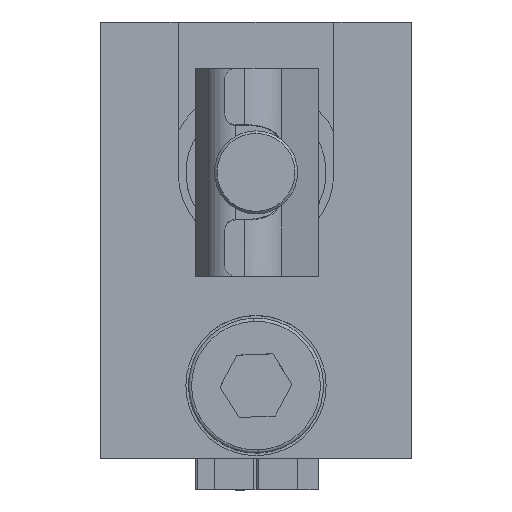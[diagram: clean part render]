
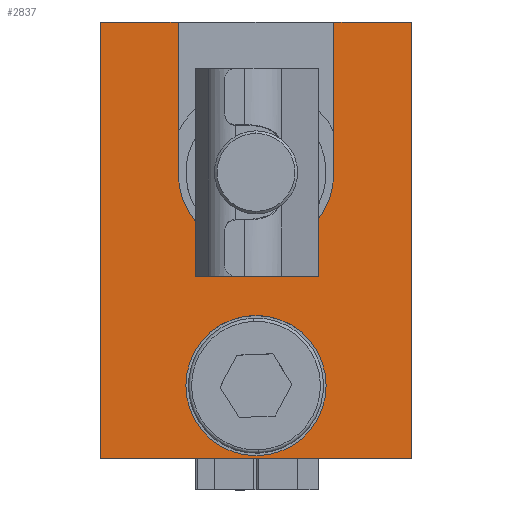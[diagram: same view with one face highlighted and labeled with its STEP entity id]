
A CAD part, top view. The second image highlights one B-rep face of the part: STEP entity #2837.
In plain terms, the highlighted planar face has unit normal (0, 0, 1).
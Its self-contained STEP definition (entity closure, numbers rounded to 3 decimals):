
#8 = DIRECTION ( 'NONE',  ( -1., 0., 0. ) ) ;
#35 = CARTESIAN_POINT ( 'NONE',  ( 15., 42., 17. ) ) ;
#45 = CIRCLE ( 'NONE', #728, 7.5 ) ;
#56 = CARTESIAN_POINT ( 'NONE',  ( -6.75, 7., 17. ) ) ;
#181 = EDGE_CURVE ( 'NONE', #1288, #2785, #45, .T. ) ;
#190 = CARTESIAN_POINT ( 'NONE',  ( 0., 20., 17. ) ) ;
#219 = VECTOR ( 'NONE', #8, 1000. ) ;
#257 = VERTEX_POINT ( 'NONE', #559 ) ;
#262 = CARTESIAN_POINT ( 'NONE',  ( -7.5, 27.5, 17. ) ) ;
#283 = VECTOR ( 'NONE', #1736, 1000. ) ;
#338 = CARTESIAN_POINT ( 'NONE',  ( -15., 42., 17. ) ) ;
#386 = DIRECTION ( 'NONE',  ( -1., 0., 0. ) ) ;
#462 = CARTESIAN_POINT ( 'NONE',  ( 0., 27.5, 17. ) ) ;
#490 = EDGE_LOOP ( 'NONE', ( #1623, #3225 ) ) ;
#539 = ORIENTED_EDGE ( 'NONE', *, *, #1904, .F. ) ;
#559 = CARTESIAN_POINT ( 'NONE',  ( -15., 42., 17. ) ) ;
#580 = DIRECTION ( 'NONE',  ( 0., 0., 1. ) ) ;
#638 = CARTESIAN_POINT ( 'NONE',  ( -15., 0., 17. ) ) ;
#685 = ORIENTED_EDGE ( 'NONE', *, *, #1380, .T. ) ;
#725 = ORIENTED_EDGE ( 'NONE', *, *, #3250, .T. ) ;
#728 = AXIS2_PLACEMENT_3D ( 'NONE', #462, #2534, #775 ) ;
#775 = DIRECTION ( 'NONE',  ( -1., 0., 0. ) ) ;
#778 = VECTOR ( 'NONE', #3350, 1000. ) ;
#801 = CARTESIAN_POINT ( 'NONE',  ( -15., 0., 17. ) ) ;
#803 = CARTESIAN_POINT ( 'NONE',  ( 15., 0., 17. ) ) ;
#848 = ORIENTED_EDGE ( 'NONE', *, *, #2671, .T. ) ;
#911 = VECTOR ( 'NONE', #1416, 1000. ) ;
#945 = VERTEX_POINT ( 'NONE', #638 ) ;
#1006 = DIRECTION ( 'NONE',  ( 0., 0., -1. ) ) ;
#1009 = VERTEX_POINT ( 'NONE', #3080 ) ;
#1115 = CARTESIAN_POINT ( 'NONE',  ( -15., 42., 17. ) ) ;
#1144 = VERTEX_POINT ( 'NONE', #56 ) ;
#1161 = DIRECTION ( 'NONE',  ( 1., 0., 0. ) ) ;
#1232 = ORIENTED_EDGE ( 'NONE', *, *, #1530, .T. ) ;
#1248 = CARTESIAN_POINT ( 'NONE',  ( 15., 0., 17. ) ) ;
#1288 = VERTEX_POINT ( 'NONE', #1389 ) ;
#1300 = LINE ( 'NONE', #1876, #778 ) ;
#1364 = VERTEX_POINT ( 'NONE', #803 ) ;
#1380 = EDGE_CURVE ( 'NONE', #257, #945, #1959, .T. ) ;
#1389 = CARTESIAN_POINT ( 'NONE',  ( 7.5, 27.5, 17. ) ) ;
#1416 = DIRECTION ( 'NONE',  ( 0., -1., 0. ) ) ;
#1519 = DIRECTION ( 'NONE',  ( 0., 1., 0. ) ) ;
#1521 = VERTEX_POINT ( 'NONE', #35 ) ;
#1530 = EDGE_CURVE ( 'NONE', #1521, #2228, #2226, .T. ) ;
#1623 = ORIENTED_EDGE ( 'NONE', *, *, #2721, .F. ) ;
#1631 = DIRECTION ( 'NONE',  ( 0., 0., 1. ) ) ;
#1657 = DIRECTION ( 'NONE',  ( 1., 0., 0. ) ) ;
#1683 = EDGE_CURVE ( 'NONE', #1942, #3182, #1300, .T. ) ;
#1707 = CARTESIAN_POINT ( 'NONE',  ( -15., 0., 17. ) ) ;
#1708 = CIRCLE ( 'NONE', #3470, 6.75 ) ;
#1715 = DIRECTION ( 'NONE',  ( 0., 1., 0. ) ) ;
#1736 = DIRECTION ( 'NONE',  ( 1., 0., 0. ) ) ;
#1827 = DIRECTION ( 'NONE',  ( -1., 0., 0. ) ) ;
#1876 = CARTESIAN_POINT ( 'NONE',  ( -7.5, 20., 17. ) ) ;
#1904 = EDGE_CURVE ( 'NONE', #1288, #2228, #2753, .T. ) ;
#1909 = CARTESIAN_POINT ( 'NONE',  ( 0., 27.5, 17. ) ) ;
#1942 = VERTEX_POINT ( 'NONE', #262 ) ;
#1959 = LINE ( 'NONE', #1707, #911 ) ;
#2033 = ORIENTED_EDGE ( 'NONE', *, *, #3551, .T. ) ;
#2036 = CARTESIAN_POINT ( 'NONE',  ( -7.5, 42., 17. ) ) ;
#2226 = LINE ( 'NONE', #338, #219 ) ;
#2228 = VERTEX_POINT ( 'NONE', #3731 ) ;
#2274 = VECTOR ( 'NONE', #1519, 1000. ) ;
#2289 = EDGE_CURVE ( 'NONE', #1144, #1009, #1708, .T. ) ;
#2337 = PLANE ( 'NONE',  #3566 ) ;
#2439 = ORIENTED_EDGE ( 'NONE', *, *, #1683, .T. ) ;
#2531 = EDGE_CURVE ( 'NONE', #3182, #257, #2836, .T. ) ;
#2534 = DIRECTION ( 'NONE',  ( 0., 0., -1. ) ) ;
#2550 = AXIS2_PLACEMENT_3D ( 'NONE', #1909, #1006, #386 ) ;
#2589 = DIRECTION ( 'NONE',  ( -1., 0., 0. ) ) ;
#2671 = EDGE_CURVE ( 'NONE', #2785, #1942, #3033, .T. ) ;
#2695 = ORIENTED_EDGE ( 'NONE', *, *, #2531, .T. ) ;
#2707 = VECTOR ( 'NONE', #1715, 1000. ) ;
#2721 = EDGE_CURVE ( 'NONE', #1009, #1144, #3163, .T. ) ;
#2753 = LINE ( 'NONE', #3161, #2707 ) ;
#2785 = VERTEX_POINT ( 'NONE', #190 ) ;
#2836 = LINE ( 'NONE', #3311, #3727 ) ;
#2837 = ADVANCED_FACE ( 'NONE', ( #3143, #3846 ), #2337, .F. ) ;
#2904 = EDGE_LOOP ( 'NONE', ( #1232, #539, #3404, #848, #2439, #2695, #685, #2033, #725 ) ) ;
#2905 = DIRECTION ( 'NONE',  ( 0., 0., -1. ) ) ;
#2942 = CARTESIAN_POINT ( 'NONE',  ( 0., 7., 17. ) ) ;
#3033 = CIRCLE ( 'NONE', #2550, 7.5 ) ;
#3049 = LINE ( 'NONE', #1248, #2274 ) ;
#3080 = CARTESIAN_POINT ( 'NONE',  ( 6.75, 7., 17. ) ) ;
#3143 = FACE_OUTER_BOUND ( 'NONE', #2904, .T. ) ;
#3161 = CARTESIAN_POINT ( 'NONE',  ( 7.5, 20., 17. ) ) ;
#3163 = CIRCLE ( 'NONE', #3815, 6.75 ) ;
#3182 = VERTEX_POINT ( 'NONE', #2036 ) ;
#3225 = ORIENTED_EDGE ( 'NONE', *, *, #2289, .F. ) ;
#3250 = EDGE_CURVE ( 'NONE', #1364, #1521, #3049, .T. ) ;
#3311 = CARTESIAN_POINT ( 'NONE',  ( -15., 42., 17. ) ) ;
#3350 = DIRECTION ( 'NONE',  ( 0., 1., 0. ) ) ;
#3404 = ORIENTED_EDGE ( 'NONE', *, *, #181, .T. ) ;
#3470 = AXIS2_PLACEMENT_3D ( 'NONE', #2942, #580, #1161 ) ;
#3551 = EDGE_CURVE ( 'NONE', #945, #1364, #3620, .T. ) ;
#3566 = AXIS2_PLACEMENT_3D ( 'NONE', #1115, #2905, #2589 ) ;
#3620 = LINE ( 'NONE', #801, #283 ) ;
#3727 = VECTOR ( 'NONE', #1827, 1000. ) ;
#3728 = CARTESIAN_POINT ( 'NONE',  ( 0., 7., 17. ) ) ;
#3731 = CARTESIAN_POINT ( 'NONE',  ( 7.5, 42., 17. ) ) ;
#3815 = AXIS2_PLACEMENT_3D ( 'NONE', #3728, #1631, #1657 ) ;
#3846 = FACE_BOUND ( 'NONE', #490, .T. ) ;
